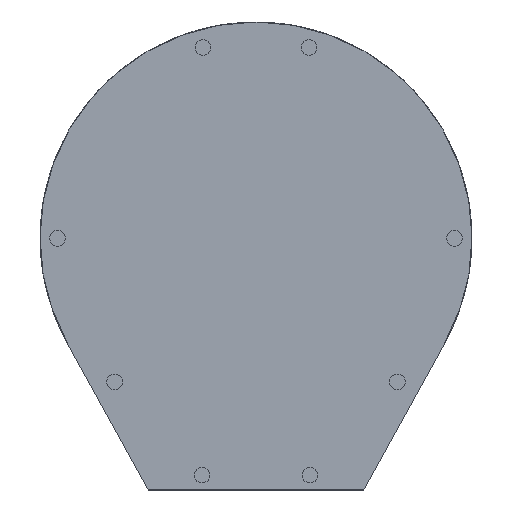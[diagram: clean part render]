
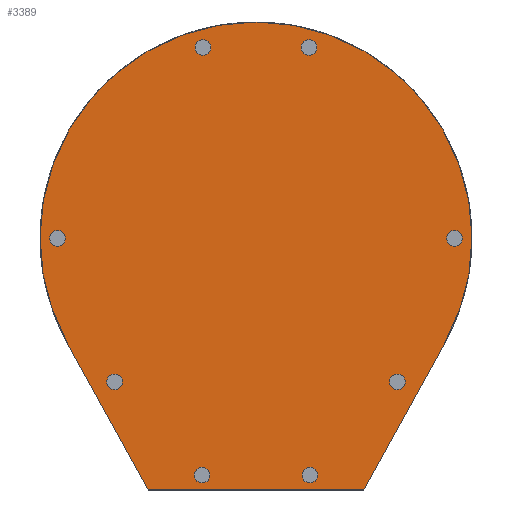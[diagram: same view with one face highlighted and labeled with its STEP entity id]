
A CAD part, top view. The second image highlights one B-rep face of the part: STEP entity #3389.
In plain terms, the highlighted planar face has unit normal (0, 0, 1).
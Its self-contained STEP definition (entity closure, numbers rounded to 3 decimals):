
#2985 = VERTEX_POINT('',#2986);
#2986 = CARTESIAN_POINT('',(28.651,-0.045,0.754));
#2992 = EDGE_CURVE('',#2985,#2993,#2995,.T.);
#2993 = VERTEX_POINT('',#2994);
#2994 = CARTESIAN_POINT('',(26.467,-0.045,0.754));
#2995 = CIRCLE('',#2996,1.092);
#2996 = AXIS2_PLACEMENT_3D('',#2997,#2998,#2999);
#2997 = CARTESIAN_POINT('',(27.559,-0.045,0.754));
#2998 = DIRECTION('',(0.,0.,-1.));
#2999 = DIRECTION('',(1.,0.,0.));
#3027 = VERTEX_POINT('',#3028);
#3028 = CARTESIAN_POINT('',(20.726,-19.984,0.754));
#3034 = EDGE_CURVE('',#3027,#3035,#3037,.T.);
#3035 = VERTEX_POINT('',#3036);
#3036 = CARTESIAN_POINT('',(18.542,-19.984,0.754));
#3037 = CIRCLE('',#3038,1.092);
#3038 = AXIS2_PLACEMENT_3D('',#3039,#3040,#3041);
#3039 = CARTESIAN_POINT('',(19.634,-19.984,0.754));
#3040 = DIRECTION('',(0.,0.,-1.));
#3041 = DIRECTION('',(1.,0.,0.));
#3069 = VERTEX_POINT('',#3070);
#3070 = CARTESIAN_POINT('',(8.585,-32.938,0.754));
#3076 = EDGE_CURVE('',#3069,#3077,#3079,.T.);
#3077 = VERTEX_POINT('',#3078);
#3078 = CARTESIAN_POINT('',(6.401,-32.938,0.754));
#3079 = CIRCLE('',#3080,1.092);
#3080 = AXIS2_PLACEMENT_3D('',#3081,#3082,#3083);
#3081 = CARTESIAN_POINT('',(7.493,-32.938,0.754));
#3082 = DIRECTION('',(0.,0.,-1.));
#3083 = DIRECTION('',(1.,0.,0.));
#3111 = VERTEX_POINT('',#3112);
#3112 = CARTESIAN_POINT('',(-6.401,-32.938,0.754));
#3118 = EDGE_CURVE('',#3119,#3111,#3121,.T.);
#3119 = VERTEX_POINT('',#3120);
#3120 = CARTESIAN_POINT('',(-8.585,-32.938,0.754));
#3121 = CIRCLE('',#3122,1.092);
#3122 = AXIS2_PLACEMENT_3D('',#3123,#3124,#3125);
#3123 = CARTESIAN_POINT('',(-7.493,-32.938,0.754));
#3124 = DIRECTION('',(-0.,0.,1.));
#3125 = DIRECTION('',(1.,0.,0.));
#3153 = VERTEX_POINT('',#3154);
#3154 = CARTESIAN_POINT('',(-18.542,-19.984,0.754));
#3160 = EDGE_CURVE('',#3161,#3153,#3163,.T.);
#3161 = VERTEX_POINT('',#3162);
#3162 = CARTESIAN_POINT('',(-20.726,-19.984,0.754));
#3163 = CIRCLE('',#3164,1.092);
#3164 = AXIS2_PLACEMENT_3D('',#3165,#3166,#3167);
#3165 = CARTESIAN_POINT('',(-19.634,-19.984,0.754));
#3166 = DIRECTION('',(-0.,0.,1.));
#3167 = DIRECTION('',(1.,0.,0.));
#3195 = VERTEX_POINT('',#3196);
#3196 = CARTESIAN_POINT('',(-26.467,-0.045,0.754));
#3202 = EDGE_CURVE('',#3203,#3195,#3205,.T.);
#3203 = VERTEX_POINT('',#3204);
#3204 = CARTESIAN_POINT('',(-28.651,-0.045,0.754));
#3205 = CIRCLE('',#3206,1.092);
#3206 = AXIS2_PLACEMENT_3D('',#3207,#3208,#3209);
#3207 = CARTESIAN_POINT('',(-27.559,-0.045,0.754));
#3208 = DIRECTION('',(-0.,0.,1.));
#3209 = DIRECTION('',(1.,0.,0.));
#3237 = VERTEX_POINT('',#3238);
#3238 = CARTESIAN_POINT('',(-6.274,26.447,0.754));
#3244 = EDGE_CURVE('',#3245,#3237,#3247,.T.);
#3245 = VERTEX_POINT('',#3246);
#3246 = CARTESIAN_POINT('',(-8.458,26.447,0.754));
#3247 = CIRCLE('',#3248,1.092);
#3248 = AXIS2_PLACEMENT_3D('',#3249,#3250,#3251);
#3249 = CARTESIAN_POINT('',(-7.366,26.447,0.754));
#3250 = DIRECTION('',(-0.,0.,1.));
#3251 = DIRECTION('',(1.,0.,0.));
#3279 = VERTEX_POINT('',#3280);
#3280 = CARTESIAN_POINT('',(8.458,26.447,0.754));
#3286 = EDGE_CURVE('',#3279,#3287,#3289,.T.);
#3287 = VERTEX_POINT('',#3288);
#3288 = CARTESIAN_POINT('',(6.274,26.447,0.754));
#3289 = CIRCLE('',#3290,1.092);
#3290 = AXIS2_PLACEMENT_3D('',#3291,#3292,#3293);
#3291 = CARTESIAN_POINT('',(7.366,26.447,0.754));
#3292 = DIRECTION('',(0.,0.,-1.));
#3293 = DIRECTION('',(1.,0.,0.));
#3318 = EDGE_CURVE('',#3319,#3321,#3323,.T.);
#3319 = VERTEX_POINT('',#3320);
#3320 = CARTESIAN_POINT('',(30.,0.,0.754));
#3321 = VERTEX_POINT('',#3322);
#3322 = CARTESIAN_POINT('',(-30.,0.,0.754));
#3323 = CIRCLE('',#3324,30.);
#3324 = AXIS2_PLACEMENT_3D('',#3325,#3326,#3327);
#3325 = CARTESIAN_POINT('',(0.,0.,0.754));
#3326 = DIRECTION('',(-0.,0.,1.));
#3327 = DIRECTION('',(1.,0.,0.));
#3360 = EDGE_CURVE('',#3321,#3361,#3363,.T.);
#3361 = VERTEX_POINT('',#3362);
#3362 = CARTESIAN_POINT('',(-26.293,-14.446,0.754));
#3363 = CIRCLE('',#3364,30.);
#3364 = AXIS2_PLACEMENT_3D('',#3365,#3366,#3367);
#3365 = CARTESIAN_POINT('',(0.,0.,0.754));
#3366 = DIRECTION('',(-0.,0.,1.));
#3367 = DIRECTION('',(1.,0.,0.));
#3389 = ADVANCED_FACE('',(#3390,#3400,#3410,#3420,#3430,#3465,#3475,
    #3485,#3495),#3505,.T.);
#3390 = FACE_BOUND('',#3391,.T.);
#3391 = EDGE_LOOP('',(#3392,#3393));
#3392 = ORIENTED_EDGE('',*,*,#2992,.T.);
#3393 = ORIENTED_EDGE('',*,*,#3394,.T.);
#3394 = EDGE_CURVE('',#2993,#2985,#3395,.T.);
#3395 = CIRCLE('',#3396,1.092);
#3396 = AXIS2_PLACEMENT_3D('',#3397,#3398,#3399);
#3397 = CARTESIAN_POINT('',(27.559,-0.045,0.754));
#3398 = DIRECTION('',(0.,0.,-1.));
#3399 = DIRECTION('',(1.,0.,0.));
#3400 = FACE_BOUND('',#3401,.T.);
#3401 = EDGE_LOOP('',(#3402,#3403));
#3402 = ORIENTED_EDGE('',*,*,#3034,.T.);
#3403 = ORIENTED_EDGE('',*,*,#3404,.T.);
#3404 = EDGE_CURVE('',#3035,#3027,#3405,.T.);
#3405 = CIRCLE('',#3406,1.092);
#3406 = AXIS2_PLACEMENT_3D('',#3407,#3408,#3409);
#3407 = CARTESIAN_POINT('',(19.634,-19.984,0.754));
#3408 = DIRECTION('',(0.,0.,-1.));
#3409 = DIRECTION('',(1.,0.,0.));
#3410 = FACE_BOUND('',#3411,.T.);
#3411 = EDGE_LOOP('',(#3412,#3413));
#3412 = ORIENTED_EDGE('',*,*,#3076,.T.);
#3413 = ORIENTED_EDGE('',*,*,#3414,.T.);
#3414 = EDGE_CURVE('',#3077,#3069,#3415,.T.);
#3415 = CIRCLE('',#3416,1.092);
#3416 = AXIS2_PLACEMENT_3D('',#3417,#3418,#3419);
#3417 = CARTESIAN_POINT('',(7.493,-32.938,0.754));
#3418 = DIRECTION('',(0.,0.,-1.));
#3419 = DIRECTION('',(1.,0.,0.));
#3420 = FACE_BOUND('',#3421,.T.);
#3421 = EDGE_LOOP('',(#3422,#3423));
#3422 = ORIENTED_EDGE('',*,*,#3286,.T.);
#3423 = ORIENTED_EDGE('',*,*,#3424,.T.);
#3424 = EDGE_CURVE('',#3287,#3279,#3425,.T.);
#3425 = CIRCLE('',#3426,1.092);
#3426 = AXIS2_PLACEMENT_3D('',#3427,#3428,#3429);
#3427 = CARTESIAN_POINT('',(7.366,26.447,0.754));
#3428 = DIRECTION('',(0.,0.,-1.));
#3429 = DIRECTION('',(1.,0.,0.));
#3430 = FACE_BOUND('',#3431,.T.);
#3431 = EDGE_LOOP('',(#3432,#3442,#3449,#3450,#3451,#3459));
#3432 = ORIENTED_EDGE('',*,*,#3433,.T.);
#3433 = EDGE_CURVE('',#3434,#3436,#3438,.T.);
#3434 = VERTEX_POINT('',#3435);
#3435 = CARTESIAN_POINT('',(15.,-35.,0.754));
#3436 = VERTEX_POINT('',#3437);
#3437 = CARTESIAN_POINT('',(26.293,-14.446,0.754));
#3438 = LINE('',#3439,#3440);
#3439 = CARTESIAN_POINT('',(26.293,-14.446,0.754));
#3440 = VECTOR('',#3441,1.);
#3441 = DIRECTION('',(0.482,0.876,0.));
#3442 = ORIENTED_EDGE('',*,*,#3443,.T.);
#3443 = EDGE_CURVE('',#3436,#3319,#3444,.T.);
#3444 = CIRCLE('',#3445,30.);
#3445 = AXIS2_PLACEMENT_3D('',#3446,#3447,#3448);
#3446 = CARTESIAN_POINT('',(0.,0.,0.754));
#3447 = DIRECTION('',(-0.,0.,1.));
#3448 = DIRECTION('',(1.,0.,0.));
#3449 = ORIENTED_EDGE('',*,*,#3318,.T.);
#3450 = ORIENTED_EDGE('',*,*,#3360,.T.);
#3451 = ORIENTED_EDGE('',*,*,#3452,.F.);
#3452 = EDGE_CURVE('',#3453,#3361,#3455,.T.);
#3453 = VERTEX_POINT('',#3454);
#3454 = CARTESIAN_POINT('',(-15.,-35.,0.754));
#3455 = LINE('',#3456,#3457);
#3456 = CARTESIAN_POINT('',(-26.293,-14.446,0.754));
#3457 = VECTOR('',#3458,1.);
#3458 = DIRECTION('',(-0.482,0.876,0.));
#3459 = ORIENTED_EDGE('',*,*,#3460,.T.);
#3460 = EDGE_CURVE('',#3453,#3434,#3461,.T.);
#3461 = LINE('',#3462,#3463);
#3462 = CARTESIAN_POINT('',(0.,-35.,0.754));
#3463 = VECTOR('',#3464,1.);
#3464 = DIRECTION('',(1.,0.,0.));
#3465 = FACE_BOUND('',#3466,.T.);
#3466 = EDGE_LOOP('',(#3467,#3474));
#3467 = ORIENTED_EDGE('',*,*,#3468,.F.);
#3468 = EDGE_CURVE('',#3237,#3245,#3469,.T.);
#3469 = CIRCLE('',#3470,1.092);
#3470 = AXIS2_PLACEMENT_3D('',#3471,#3472,#3473);
#3471 = CARTESIAN_POINT('',(-7.366,26.447,0.754));
#3472 = DIRECTION('',(-0.,0.,1.));
#3473 = DIRECTION('',(1.,0.,0.));
#3474 = ORIENTED_EDGE('',*,*,#3244,.F.);
#3475 = FACE_BOUND('',#3476,.T.);
#3476 = EDGE_LOOP('',(#3477,#3484));
#3477 = ORIENTED_EDGE('',*,*,#3478,.F.);
#3478 = EDGE_CURVE('',#3195,#3203,#3479,.T.);
#3479 = CIRCLE('',#3480,1.092);
#3480 = AXIS2_PLACEMENT_3D('',#3481,#3482,#3483);
#3481 = CARTESIAN_POINT('',(-27.559,-0.045,0.754));
#3482 = DIRECTION('',(-0.,0.,1.));
#3483 = DIRECTION('',(1.,0.,0.));
#3484 = ORIENTED_EDGE('',*,*,#3202,.F.);
#3485 = FACE_BOUND('',#3486,.T.);
#3486 = EDGE_LOOP('',(#3487,#3494));
#3487 = ORIENTED_EDGE('',*,*,#3488,.F.);
#3488 = EDGE_CURVE('',#3153,#3161,#3489,.T.);
#3489 = CIRCLE('',#3490,1.092);
#3490 = AXIS2_PLACEMENT_3D('',#3491,#3492,#3493);
#3491 = CARTESIAN_POINT('',(-19.634,-19.984,0.754));
#3492 = DIRECTION('',(-0.,0.,1.));
#3493 = DIRECTION('',(1.,0.,0.));
#3494 = ORIENTED_EDGE('',*,*,#3160,.F.);
#3495 = FACE_BOUND('',#3496,.T.);
#3496 = EDGE_LOOP('',(#3497,#3504));
#3497 = ORIENTED_EDGE('',*,*,#3498,.F.);
#3498 = EDGE_CURVE('',#3111,#3119,#3499,.T.);
#3499 = CIRCLE('',#3500,1.092);
#3500 = AXIS2_PLACEMENT_3D('',#3501,#3502,#3503);
#3501 = CARTESIAN_POINT('',(-7.493,-32.938,0.754));
#3502 = DIRECTION('',(-0.,0.,1.));
#3503 = DIRECTION('',(1.,0.,0.));
#3504 = ORIENTED_EDGE('',*,*,#3118,.F.);
#3505 = PLANE('',#3506);
#3506 = AXIS2_PLACEMENT_3D('',#3507,#3508,#3509);
#3507 = CARTESIAN_POINT('',(0.,0.,0.754));
#3508 = DIRECTION('',(-0.,0.,1.));
#3509 = DIRECTION('',(1.,0.,0.));
